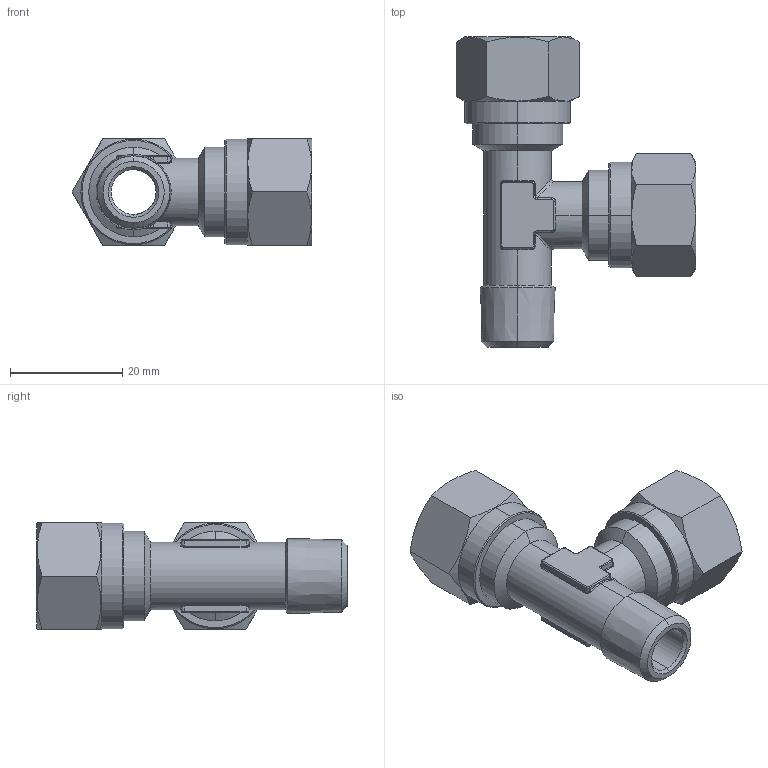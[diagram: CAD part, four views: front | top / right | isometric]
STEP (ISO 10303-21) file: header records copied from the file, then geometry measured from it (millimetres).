
FILE_DESCRIPTION (( 'STEP AP203' ), '1' );
FILE_NAME ('03100052.STEP', '2011-11-02T14:57:57', ( '' ), ( 'sopra-pneumatic' ), 'SwSTEP 2.0', 'SolidWorks 2011', '' );
FILE_SCHEMA (( 'CONFIG_CONTROL_DESIGN' ));
Length unit declared in the file: millimetre
Products named in the file (1): 03100052
Bounding box: 42.73 x 55.27 x 19 mm (x, y, z)
Volume: 10949.8 mm3; surface area: 7125.1 mm2
Topology: 1 solids, 1 shells, 179 faces, 416 edges, 242 vertices
Faces by surface type: cylinder 64, plane 37, cone 28, bspline 26, torus 24
Entity records: 5859 total; most frequent: CARTESIAN_POINT 1870, ORIENTED_EDGE 832, DIRECTION 820, EDGE_CURVE 416, AXIS2_PLACEMENT_3D 336, VERTEX_POINT 242, EDGE_LOOP 186, CIRCLE 182
